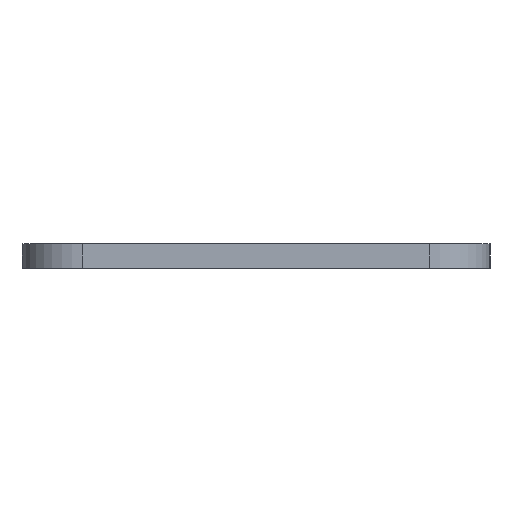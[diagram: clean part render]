
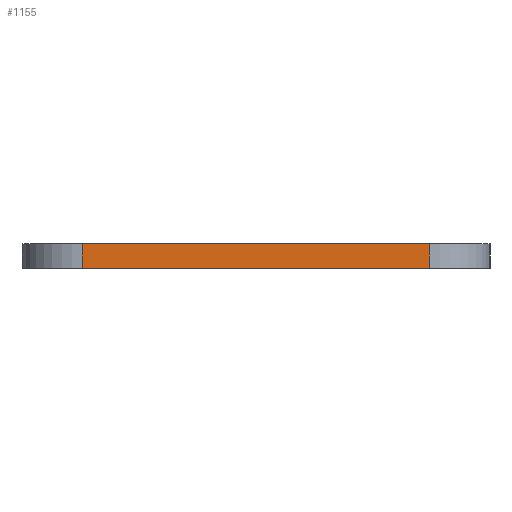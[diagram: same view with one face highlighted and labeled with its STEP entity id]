
A CAD part, left-side view. The second image highlights one B-rep face of the part: STEP entity #1155.
In plain terms, the highlighted planar face has unit normal (-1, 0, 0).
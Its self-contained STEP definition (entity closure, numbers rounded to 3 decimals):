
#24 = FACE_OUTER_BOUND ( 'NONE', #859, .T. ) ;
#116 = EDGE_CURVE ( 'NONE', #688, #1076, #853, .T. ) ;
#142 = DIRECTION ( 'NONE',  ( 0., -1., 0. ) ) ;
#171 = ORIENTED_EDGE ( 'NONE', *, *, #576, .F. ) ;
#176 = EDGE_CURVE ( 'NONE', #1076, #244, #771, .T. ) ;
#193 = CARTESIAN_POINT ( 'NONE',  ( 0., 26.545, 1.57 ) ) ;
#244 = VERTEX_POINT ( 'NONE', #1191 ) ;
#416 = AXIS2_PLACEMENT_3D ( 'NONE', #522, #716, #1025 ) ;
#479 = ORIENTED_EDGE ( 'NONE', *, *, #908, .T. ) ;
#522 = CARTESIAN_POINT ( 'NONE',  ( 0., 0., 1.57 ) ) ;
#548 = ORIENTED_EDGE ( 'NONE', *, *, #176, .T. ) ;
#576 = EDGE_CURVE ( 'NONE', #682, #244, #874, .T. ) ;
#625 = DIRECTION ( 'NONE',  ( 0., 0., -1. ) ) ;
#682 = VERTEX_POINT ( 'NONE', #193 ) ;
#688 = VERTEX_POINT ( 'NONE', #902 ) ;
#712 = VECTOR ( 'NONE', #884, 1000. ) ;
#716 = DIRECTION ( 'NONE',  ( 1., 0., 0. ) ) ;
#718 = VECTOR ( 'NONE', #625, 1000. ) ;
#726 = CARTESIAN_POINT ( 'NONE',  ( 0., 26.545, 1.57 ) ) ;
#771 = LINE ( 'NONE', #1298, #712 ) ;
#849 = CARTESIAN_POINT ( 'NONE',  ( 0., 0., 1.57 ) ) ;
#853 = LINE ( 'NONE', #941, #894 ) ;
#859 = EDGE_LOOP ( 'NONE', ( #942, #548, #171, #479 ) ) ;
#874 = LINE ( 'NONE', #849, #1050 ) ;
#884 = DIRECTION ( 'NONE',  ( 0., 0., 1. ) ) ;
#894 = VECTOR ( 'NONE', #142, 1000. ) ;
#902 = CARTESIAN_POINT ( 'NONE',  ( 0., 26.545, 0. ) ) ;
#908 = EDGE_CURVE ( 'NONE', #682, #688, #937, .T. ) ;
#937 = LINE ( 'NONE', #726, #718 ) ;
#941 = CARTESIAN_POINT ( 'NONE',  ( 0., 0., 0. ) ) ;
#942 = ORIENTED_EDGE ( 'NONE', *, *, #116, .T. ) ;
#1025 = DIRECTION ( 'NONE',  ( 0., 0., -1. ) ) ;
#1050 = VECTOR ( 'NONE', #1160, 1000. ) ;
#1076 = VERTEX_POINT ( 'NONE', #1112 ) ;
#1112 = CARTESIAN_POINT ( 'NONE',  ( 0., 3.935, 0. ) ) ;
#1155 = ADVANCED_FACE ( 'NONE', ( #24 ), #1228, .F. ) ;
#1160 = DIRECTION ( 'NONE',  ( 0., -1., 0. ) ) ;
#1191 = CARTESIAN_POINT ( 'NONE',  ( 0., 3.935, 1.57 ) ) ;
#1228 = PLANE ( 'NONE',  #416 ) ;
#1298 = CARTESIAN_POINT ( 'NONE',  ( 0., 3.935, 1.57 ) ) ;
